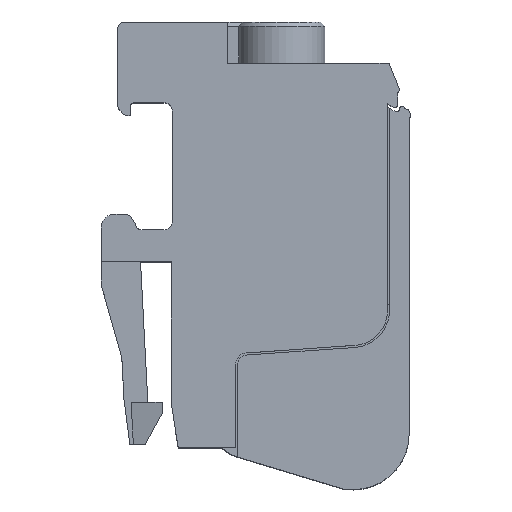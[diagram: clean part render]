
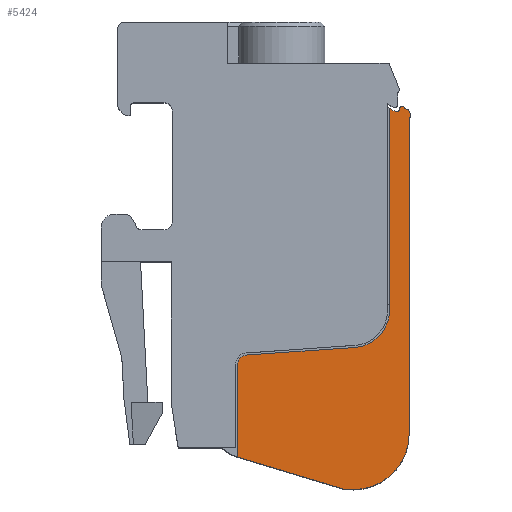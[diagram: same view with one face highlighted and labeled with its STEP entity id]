
A CAD part, top view. The second image highlights one B-rep face of the part: STEP entity #5424.
In plain terms, the highlighted planar face has unit normal (0, 0, 1).
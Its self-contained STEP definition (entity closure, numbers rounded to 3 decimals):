
#200 = VERTEX_POINT ( 'NONE', #3859 ) ;
#219 = CIRCLE ( 'NONE', #5537, 0.5 ) ;
#341 = CARTESIAN_POINT ( 'NONE',  ( 8.128, -32.236, 15. ) ) ;
#350 = CARTESIAN_POINT ( 'NONE',  ( 16.527, -24.353, 15. ) ) ;
#358 = DIRECTION ( 'NONE',  ( 1., 0., 0. ) ) ;
#367 = DIRECTION ( 'NONE',  ( 0., 0., -1. ) ) ;
#375 = CIRCLE ( 'NONE', #4172, 0.4 ) ;
#389 = CARTESIAN_POINT ( 'NONE',  ( 20.373, -6.89, 15. ) ) ;
#418 = DIRECTION ( 'NONE',  ( 0.957, -0.289, 0. ) ) ;
#821 = VECTOR ( 'NONE', #3843, 1000. ) ;
#828 = CIRCLE ( 'NONE', #1926, 3. ) ;
#860 = VECTOR ( 'NONE', #2935, 1000. ) ;
#903 = CIRCLE ( 'NONE', #1952, 0.7 ) ;
#906 = VECTOR ( 'NONE', #5298, 1000. ) ;
#908 = LINE ( 'NONE', #4852, #906 ) ;
#909 = LINE ( 'NONE', #2926, #860 ) ;
#913 = CIRCLE ( 'NONE', #2016, 2.65 ) ;
#919 = LINE ( 'NONE', #4297, #821 ) ;
#967 = VECTOR ( 'NONE', #5419, 1000. ) ;
#973 = LINE ( 'NONE', #6030, #967 ) ;
#975 = LINE ( 'NONE', #5360, #977 ) ;
#977 = VECTOR ( 'NONE', #5560, 1000. ) ;
#1088 = DIRECTION ( 'NONE',  ( 1., 0., 0. ) ) ;
#1095 = DIRECTION ( 'NONE',  ( 1., 0., 0. ) ) ;
#1098 = DIRECTION ( 'NONE',  ( 0., 0., 1. ) ) ;
#1102 = DIRECTION ( 'NONE',  ( 0., 0., -1. ) ) ;
#1113 = PLANE ( 'NONE',  #1142 ) ;
#1118 = CARTESIAN_POINT ( 'NONE',  ( 19.497, -7.255, 15. ) ) ;
#1124 = CARTESIAN_POINT ( 'NONE',  ( 4.706, -46.915, 15. ) ) ;
#1142 = AXIS2_PLACEMENT_3D ( 'NONE', #1124, #1098, #1088 ) ;
#1173 = CARTESIAN_POINT ( 'NONE',  ( 8.106, -32.229, 15. ) ) ;
#1198 = EDGE_CURVE ( 'NONE', #4564, #4708, #909, .T. ) ;
#1251 = LINE ( 'NONE', #341, #1318 ) ;
#1313 = DIRECTION ( 'NONE',  ( -1., 0., 0. ) ) ;
#1318 = VECTOR ( 'NONE', #418, 1000. ) ;
#1322 = CARTESIAN_POINT ( 'NONE',  ( 18.992, -21.709, 15. ) ) ;
#1335 = CARTESIAN_POINT ( 'NONE',  ( 16.402, -34.556, 15. ) ) ;
#1569 = EDGE_CURVE ( 'NONE', #4708, #5199, #375, .T. ) ;
#1689 = EDGE_CURVE ( 'NONE', #5139, #4564, #219, .T. ) ;
#1846 = CARTESIAN_POINT ( 'NONE',  ( 8.757, -24.896, 15. ) ) ;
#1926 = AXIS2_PLACEMENT_3D ( 'NONE', #3562, #3543, #3449 ) ;
#1952 = AXIS2_PLACEMENT_3D ( 'NONE', #4274, #4213, #4177 ) ;
#2016 = AXIS2_PLACEMENT_3D ( 'NONE', #4725, #4808, #4668 ) ;
#2063 = EDGE_CURVE ( 'NONE', #5841, #5199, #6007, .T. ) ;
#2227 = VERTEX_POINT ( 'NONE', #4181 ) ;
#2325 = CARTESIAN_POINT ( 'NONE',  ( 20.056, -7.133, 15. ) ) ;
#2359 = VERTEX_POINT ( 'NONE', #3318 ) ;
#2382 = VERTEX_POINT ( 'NONE', #3099 ) ;
#2563 = EDGE_LOOP ( 'NONE', ( #4647, #4746, #4821, #4868, #4911, #4936, #4971, #4993, #5031, #5058, #5085, #5126, #5164, #5193, #5219, #5227 ) ) ;
#2569 = VERTEX_POINT ( 'NONE', #1846 ) ;
#2628 = CARTESIAN_POINT ( 'NONE',  ( 20.402, -46.915, 15. ) ) ;
#2657 = VERTEX_POINT ( 'NONE', #1322 ) ;
#2662 = CARTESIAN_POINT ( 'NONE',  ( 20.402, -8.078, 15. ) ) ;
#2666 = EDGE_CURVE ( 'NONE', #6548, #6470, #4367, .T. ) ;
#2675 = DIRECTION ( 'NONE',  ( 0., 1., 0. ) ) ;
#2695 = EDGE_CURVE ( 'NONE', #5841, #6540, #4328, .T. ) ;
#2730 = VERTEX_POINT ( 'NONE', #1173 ) ;
#2811 = VERTEX_POINT ( 'NONE', #350 ) ;
#2926 = CARTESIAN_POINT ( 'NONE',  ( 19.464, -5.23, 15. ) ) ;
#2935 = DIRECTION ( 'NONE',  ( -0.393, 0.92, 0. ) ) ;
#3022 = EDGE_CURVE ( 'NONE', #6548, #200, #3668, .T. ) ;
#3086 = EDGE_CURVE ( 'NONE', #200, #5139, #3418, .T. ) ;
#3099 = CARTESIAN_POINT ( 'NONE',  ( 8.106, -25.594, 15. ) ) ;
#3228 = CARTESIAN_POINT ( 'NONE',  ( 16.402, -34.556, 15. ) ) ;
#3318 = CARTESIAN_POINT ( 'NONE',  ( 8.128, -32.236, 15. ) ) ;
#3324 = CARTESIAN_POINT ( 'NONE',  ( 19.397, -7.428, 15. ) ) ;
#3418 = LINE ( 'NONE', #2628, #3574 ) ;
#3449 = DIRECTION ( 'NONE',  ( -1., 0., 0. ) ) ;
#3470 = AXIS2_PLACEMENT_3D ( 'NONE', #3973, #3898, #3906 ) ;
#3543 = DIRECTION ( 'NONE',  ( 0., 0., -1. ) ) ;
#3562 = CARTESIAN_POINT ( 'NONE',  ( 8.996, -29.364, 15. ) ) ;
#3574 = VECTOR ( 'NONE', #2675, 1000. ) ;
#3668 = CIRCLE ( 'NONE', #3470, 4. ) ;
#3752 = CARTESIAN_POINT ( 'NONE',  ( 15.811, -34.556, 15. ) ) ;
#3843 = DIRECTION ( 'NONE',  ( 0., 1., 0. ) ) ;
#3859 = CARTESIAN_POINT ( 'NONE',  ( 20.402, -30.556, 15. ) ) ;
#3898 = DIRECTION ( 'NONE',  ( 0., 0., 1. ) ) ;
#3906 = DIRECTION ( 'NONE',  ( -1., 0., 0. ) ) ;
#3973 = CARTESIAN_POINT ( 'NONE',  ( 16.402, -30.556, 15. ) ) ;
#3977 = AXIS2_PLACEMENT_3D ( 'NONE', #1118, #1102, #1095 ) ;
#4031 = CARTESIAN_POINT ( 'NONE',  ( 19.697, -7.255, 15. ) ) ;
#4133 = EDGE_CURVE ( 'NONE', #2359, #6470, #1251, .T. ) ;
#4172 = AXIS2_PLACEMENT_3D ( 'NONE', #389, #367, #358 ) ;
#4177 = DIRECTION ( 'NONE',  ( 1., 0., 0. ) ) ;
#4181 = CARTESIAN_POINT ( 'NONE',  ( 18.992, -7.195, 15. ) ) ;
#4213 = DIRECTION ( 'NONE',  ( 0., 0., -1. ) ) ;
#4244 = EDGE_CURVE ( 'NONE', #2227, #6540, #973, .T. ) ;
#4265 = EDGE_CURVE ( 'NONE', #2657, #2227, #975, .T. ) ;
#4274 = CARTESIAN_POINT ( 'NONE',  ( 8.806, -25.594, 15. ) ) ;
#4277 = EDGE_CURVE ( 'NONE', #2657, #2811, #913, .T. ) ;
#4285 = EDGE_CURVE ( 'NONE', #2569, #2811, #908, .T. ) ;
#4297 = CARTESIAN_POINT ( 'NONE',  ( 8.106, -48.48, 15. ) ) ;
#4305 = EDGE_CURVE ( 'NONE', #2382, #2569, #903, .T. ) ;
#4323 = EDGE_CURVE ( 'NONE', #2730, #2382, #919, .T. ) ;
#4328 = CIRCLE ( 'NONE', #3977, 0.2 ) ;
#4333 = EDGE_CURVE ( 'NONE', #2359, #2730, #828, .T. ) ;
#4367 = LINE ( 'NONE', #1335, #4441 ) ;
#4441 = VECTOR ( 'NONE', #1313, 1000. ) ;
#4564 = VERTEX_POINT ( 'NONE', #6546 ) ;
#4647 = ORIENTED_EDGE ( 'NONE', *, *, #3086, .T. ) ;
#4668 = DIRECTION ( 'NONE',  ( 1., 0., 0. ) ) ;
#4708 = VERTEX_POINT ( 'NONE', #5663 ) ;
#4725 = CARTESIAN_POINT ( 'NONE',  ( 16.342, -21.709, 15. ) ) ;
#4742 = DIRECTION ( 'NONE',  ( 1., 0., 0. ) ) ;
#4746 = ORIENTED_EDGE ( 'NONE', *, *, #1689, .T. ) ;
#4770 = FACE_OUTER_BOUND ( 'NONE', #2563, .T. ) ;
#4808 = DIRECTION ( 'NONE',  ( 0., 0., -1. ) ) ;
#4821 = ORIENTED_EDGE ( 'NONE', *, *, #1198, .T. ) ;
#4825 = DIRECTION ( 'NONE',  ( 0., 0., -1. ) ) ;
#4833 = CARTESIAN_POINT ( 'NONE',  ( 20.902, -8.078, 15. ) ) ;
#4846 = AXIS2_PLACEMENT_3D ( 'NONE', #5436, #5423, #5382 ) ;
#4852 = CARTESIAN_POINT ( 'NONE',  ( 17.14, -24.31, 15. ) ) ;
#4868 = ORIENTED_EDGE ( 'NONE', *, *, #1569, .T. ) ;
#4911 = ORIENTED_EDGE ( 'NONE', *, *, #2063, .F. ) ;
#4936 = ORIENTED_EDGE ( 'NONE', *, *, #2695, .T. ) ;
#4971 = ORIENTED_EDGE ( 'NONE', *, *, #4244, .F. ) ;
#4993 = ORIENTED_EDGE ( 'NONE', *, *, #4265, .F. ) ;
#5031 = ORIENTED_EDGE ( 'NONE', *, *, #4277, .T. ) ;
#5058 = ORIENTED_EDGE ( 'NONE', *, *, #4285, .F. ) ;
#5085 = ORIENTED_EDGE ( 'NONE', *, *, #4305, .F. ) ;
#5126 = ORIENTED_EDGE ( 'NONE', *, *, #4323, .F. ) ;
#5139 = VERTEX_POINT ( 'NONE', #2662 ) ;
#5164 = ORIENTED_EDGE ( 'NONE', *, *, #4333, .F. ) ;
#5193 = ORIENTED_EDGE ( 'NONE', *, *, #4133, .T. ) ;
#5199 = VERTEX_POINT ( 'NONE', #2325 ) ;
#5219 = ORIENTED_EDGE ( 'NONE', *, *, #2666, .F. ) ;
#5227 = ORIENTED_EDGE ( 'NONE', *, *, #3022, .T. ) ;
#5298 = DIRECTION ( 'NONE',  ( 0.998, 0.07, 0. ) ) ;
#5360 = CARTESIAN_POINT ( 'NONE',  ( 18.992, -49.08, 15. ) ) ;
#5382 = DIRECTION ( 'NONE',  ( 1., 0., 0. ) ) ;
#5419 = DIRECTION ( 'NONE',  ( 0.866, -0.5, 0. ) ) ;
#5423 = DIRECTION ( 'NONE',  ( 0., 0., -1. ) ) ;
#5424 = ADVANCED_FACE ( 'NONE', ( #4770 ), #1113, .T. ) ;
#5436 = CARTESIAN_POINT ( 'NONE',  ( 19.897, -7.255, 15. ) ) ;
#5537 = AXIS2_PLACEMENT_3D ( 'NONE', #4833, #4825, #4742 ) ;
#5560 = DIRECTION ( 'NONE',  ( 0., 1., 0. ) ) ;
#5663 = CARTESIAN_POINT ( 'NONE',  ( 20.342, -7.289, 15. ) ) ;
#5841 = VERTEX_POINT ( 'NONE', #4031 ) ;
#6007 = CIRCLE ( 'NONE', #4846, 0.2 ) ;
#6030 = CARTESIAN_POINT ( 'NONE',  ( 19.397, -7.428, 15. ) ) ;
#6470 = VERTEX_POINT ( 'NONE', #3752 ) ;
#6540 = VERTEX_POINT ( 'NONE', #3324 ) ;
#6546 = CARTESIAN_POINT ( 'NONE',  ( 20.534, -7.739, 15. ) ) ;
#6548 = VERTEX_POINT ( 'NONE', #3228 ) ;
